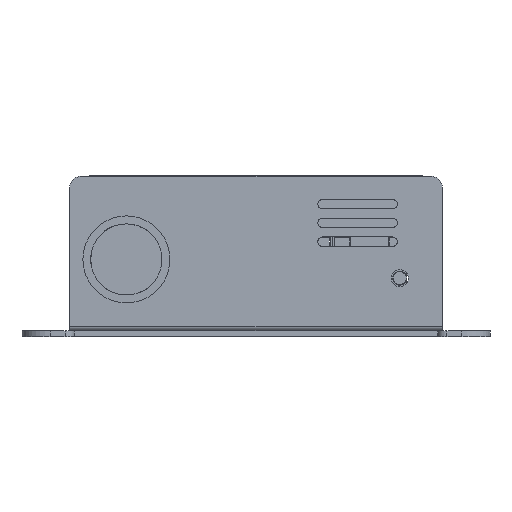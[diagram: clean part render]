
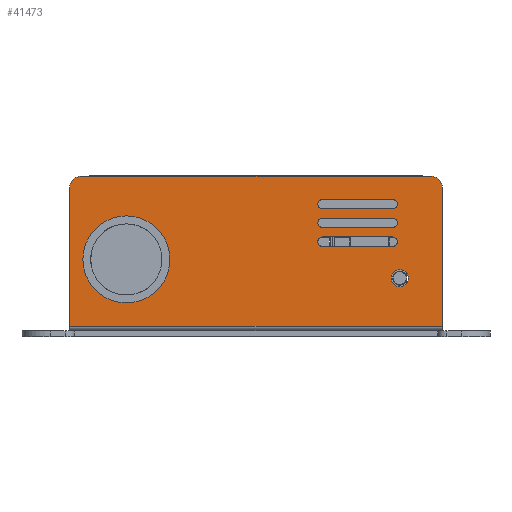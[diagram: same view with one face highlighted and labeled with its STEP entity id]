
A CAD part, left-side view. The second image highlights one B-rep face of the part: STEP entity #41473.
In plain terms, the highlighted planar face has unit normal (-1, 0, 0).
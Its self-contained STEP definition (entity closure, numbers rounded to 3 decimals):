
#3767=FACE_BOUND('',#6620,.T.);
#3768=FACE_BOUND('',#6621,.T.);
#3769=FACE_BOUND('',#6622,.T.);
#3770=FACE_BOUND('',#6623,.T.);
#3771=FACE_BOUND('',#6624,.T.);
#3949=CIRCLE('',#44187,1.);
#3950=CIRCLE('',#44190,1.);
#3951=CIRCLE('',#44193,1.);
#3952=CIRCLE('',#44196,1.);
#3953=CIRCLE('',#44198,1.825);
#3954=CIRCLE('',#44201,1.);
#3955=CIRCLE('',#44204,1.);
#3957=CIRCLE('',#44207,6.1);
#3974=CIRCLE('',#44254,2.45);
#3975=CIRCLE('',#44255,2.45);
#4240=FACE_OUTER_BOUND('',#6619,.T.);
#6619=EDGE_LOOP('',(#28148,#28149,#28150,#28151,#28152,#28153,#28154,#28155,
#28156,#28157,#28158,#28159,#28160,#28161));
#6620=EDGE_LOOP('',(#28162,#28163,#28164,#28165));
#6621=EDGE_LOOP('',(#28166,#28167,#28168,#28169));
#6622=EDGE_LOOP('',(#28170));
#6623=EDGE_LOOP('',(#28171,#28172,#28173,#28174));
#6624=EDGE_LOOP('',(#28175));
#9141=LINE('',#53700,#13107);
#9145=LINE('',#53709,#13111);
#9147=LINE('',#53716,#13113);
#9151=LINE('',#53725,#13117);
#9154=LINE('',#53736,#13120);
#9158=LINE('',#53745,#13124);
#9201=LINE('',#53954,#13167);
#9209=LINE('',#53977,#13175);
#9210=LINE('',#53981,#13176);
#9211=LINE('',#53983,#13177);
#9212=LINE('',#53986,#13178);
#9213=LINE('',#53988,#13179);
#9214=LINE('',#53992,#13180);
#9215=LINE('',#53993,#13181);
#13107=VECTOR('',#46270,10.);
#13111=VECTOR('',#46280,10.);
#13113=VECTOR('',#46288,10.);
#13117=VECTOR('',#46298,10.);
#13120=VECTOR('',#46311,10.);
#13124=VECTOR('',#46321,10.);
#13167=VECTOR('',#46450,10.);
#13175=VECTOR('',#46470,10.);
#13176=VECTOR('',#46475,1.814);
#13177=VECTOR('',#46476,10.);
#13178=VECTOR('',#46479,10.);
#13179=VECTOR('',#46480,10.);
#13180=VECTOR('',#46483,10.);
#13181=VECTOR('',#46484,10.);
#17079=VERTEX_POINT('',#53698);
#17080=VERTEX_POINT('',#53699);
#17081=VERTEX_POINT('',#53704);
#17082=VERTEX_POINT('',#53708);
#17083=VERTEX_POINT('',#53714);
#17084=VERTEX_POINT('',#53715);
#17085=VERTEX_POINT('',#53720);
#17086=VERTEX_POINT('',#53724);
#17087=VERTEX_POINT('',#53730);
#17088=VERTEX_POINT('',#53734);
#17089=VERTEX_POINT('',#53735);
#17090=VERTEX_POINT('',#53740);
#17091=VERTEX_POINT('',#53744);
#17092=VERTEX_POINT('',#53751);
#17124=VERTEX_POINT('',#53951);
#17125=VERTEX_POINT('',#53953);
#17133=VERTEX_POINT('',#53974);
#17134=VERTEX_POINT('',#53976);
#17135=VERTEX_POINT('',#53980);
#17136=VERTEX_POINT('',#53982);
#17137=VERTEX_POINT('',#53985);
#17138=VERTEX_POINT('',#53987);
#17139=VERTEX_POINT('',#53989);
#17140=VERTEX_POINT('',#53991);
#21378=EDGE_CURVE('',#17079,#17080,#9141,.T.);
#21381=EDGE_CURVE('',#17080,#17081,#3949,.T.);
#21383=EDGE_CURVE('',#17081,#17082,#9145,.T.);
#21385=EDGE_CURVE('',#17082,#17079,#3950,.T.);
#21386=EDGE_CURVE('',#17083,#17084,#9147,.T.);
#21389=EDGE_CURVE('',#17084,#17085,#3951,.T.);
#21391=EDGE_CURVE('',#17085,#17086,#9151,.T.);
#21393=EDGE_CURVE('',#17086,#17083,#3952,.T.);
#21395=EDGE_CURVE('',#17087,#17087,#3953,.T.);
#21396=EDGE_CURVE('',#17088,#17089,#9154,.T.);
#21399=EDGE_CURVE('',#17089,#17090,#3954,.T.);
#21401=EDGE_CURVE('',#17090,#17091,#9158,.T.);
#21403=EDGE_CURVE('',#17091,#17088,#3955,.T.);
#21406=EDGE_CURVE('',#17092,#17092,#3957,.T.);
#21463=EDGE_CURVE('',#17124,#17125,#9201,.T.);
#21474=EDGE_CURVE('',#17133,#17134,#9209,.T.);
#21476=EDGE_CURVE('',#17133,#17135,#9210,.T.);
#21477=EDGE_CURVE('',#17135,#17136,#9211,.T.);
#21478=EDGE_CURVE('',#17135,#17125,#3974,.T.);
#21479=EDGE_CURVE('',#17137,#17125,#9212,.T.);
#21480=EDGE_CURVE('',#17124,#17138,#9213,.T.);
#21481=EDGE_CURVE('',#17124,#17139,#3975,.T.);
#21482=EDGE_CURVE('',#17140,#17139,#9214,.T.);
#21483=EDGE_CURVE('',#17139,#17134,#9215,.T.);
#28148=ORIENTED_EDGE('',*,*,#21474,.F.);
#28149=ORIENTED_EDGE('',*,*,#21476,.T.);
#28150=ORIENTED_EDGE('',*,*,#21477,.T.);
#28151=ORIENTED_EDGE('',*,*,#21477,.F.);
#28152=ORIENTED_EDGE('',*,*,#21478,.T.);
#28153=ORIENTED_EDGE('',*,*,#21479,.F.);
#28154=ORIENTED_EDGE('',*,*,#21479,.T.);
#28155=ORIENTED_EDGE('',*,*,#21463,.F.);
#28156=ORIENTED_EDGE('',*,*,#21480,.T.);
#28157=ORIENTED_EDGE('',*,*,#21480,.F.);
#28158=ORIENTED_EDGE('',*,*,#21481,.T.);
#28159=ORIENTED_EDGE('',*,*,#21482,.F.);
#28160=ORIENTED_EDGE('',*,*,#21482,.T.);
#28161=ORIENTED_EDGE('',*,*,#21483,.T.);
#28162=ORIENTED_EDGE('',*,*,#21385,.T.);
#28163=ORIENTED_EDGE('',*,*,#21378,.T.);
#28164=ORIENTED_EDGE('',*,*,#21381,.T.);
#28165=ORIENTED_EDGE('',*,*,#21383,.T.);
#28166=ORIENTED_EDGE('',*,*,#21393,.T.);
#28167=ORIENTED_EDGE('',*,*,#21386,.T.);
#28168=ORIENTED_EDGE('',*,*,#21389,.T.);
#28169=ORIENTED_EDGE('',*,*,#21391,.T.);
#28170=ORIENTED_EDGE('',*,*,#21395,.T.);
#28171=ORIENTED_EDGE('',*,*,#21403,.T.);
#28172=ORIENTED_EDGE('',*,*,#21396,.T.);
#28173=ORIENTED_EDGE('',*,*,#21399,.T.);
#28174=ORIENTED_EDGE('',*,*,#21401,.T.);
#28175=ORIENTED_EDGE('',*,*,#21406,.T.);
#40222=PLANE('',#44253);
#41473=ADVANCED_FACE('',(#4240,#3767,#3768,#3769,#3770,#3771),#40222,.T.);
#44187=AXIS2_PLACEMENT_3D('',#53705,#46275,#46276);
#44190=AXIS2_PLACEMENT_3D('',#53712,#46284,#46285);
#44193=AXIS2_PLACEMENT_3D('',#53721,#46293,#46294);
#44196=AXIS2_PLACEMENT_3D('',#53728,#46302,#46303);
#44198=AXIS2_PLACEMENT_3D('',#53732,#46307,#46308);
#44201=AXIS2_PLACEMENT_3D('',#53741,#46316,#46317);
#44204=AXIS2_PLACEMENT_3D('',#53748,#46325,#46326);
#44207=AXIS2_PLACEMENT_3D('',#53753,#46332,#46333);
#44253=AXIS2_PLACEMENT_3D('',#53979,#46473,#46474);
#44254=AXIS2_PLACEMENT_3D('',#53984,#46477,#46478);
#44255=AXIS2_PLACEMENT_3D('',#53990,#46481,#46482);
#46270=DIRECTION('',(0.,-1.,0.));
#46275=DIRECTION('center_axis',(1.,0.,0.));
#46276=DIRECTION('ref_axis',(0.,0.,
-1.));
#46280=DIRECTION('',(0.,1.,0.));
#46284=DIRECTION('center_axis',(1.,0.,0.));
#46285=DIRECTION('ref_axis',(0.,0.,
1.));
#46288=DIRECTION('',(0.,1.,0.));
#46293=DIRECTION('center_axis',(1.,0.,0.));
#46294=DIRECTION('ref_axis',(0.,0.,1.));
#46298=DIRECTION('',(0.,-1.,0.));
#46302=DIRECTION('center_axis',(1.,0.,0.));
#46303=DIRECTION('ref_axis',(0.,0.,
-1.));
#46307=DIRECTION('center_axis',(1.,0.,0.));
#46308=DIRECTION('ref_axis',(0.,1.,0.));
#46311=DIRECTION('',(0.,-1.,0.));
#46316=DIRECTION('center_axis',(1.,0.,0.));
#46317=DIRECTION('ref_axis',(0.,0.,
-1.));
#46321=DIRECTION('',(0.,1.,0.));
#46325=DIRECTION('center_axis',(1.,0.,0.));
#46326=DIRECTION('ref_axis',(0.,0.,1.));
#46332=DIRECTION('center_axis',(1.,0.,0.));
#46333=DIRECTION('ref_axis',(0.,0.77,0.637));
#46450=DIRECTION('',(0.,1.,0.));
#46470=DIRECTION('',(0.,-1.,0.));
#46473=DIRECTION('center_axis',(-1.,0.,0.));
#46474=DIRECTION('ref_axis',(0.,-1.,0.));
#46475=DIRECTION('',(0.,0.,-1.));
#46476=DIRECTION('',(0.,-1.,0.));
#46477=DIRECTION('center_axis',(-1.,0.,0.));
#46478=DIRECTION('ref_axis',(0.,1.,0.));
#46479=DIRECTION('',(0.,0.,-1.));
#46480=DIRECTION('',(0.,0.,1.));
#46481=DIRECTION('center_axis',(-1.,0.,0.));
#46482=DIRECTION('ref_axis',(0.,0.,-1.));
#46483=DIRECTION('',(0.,-1.,0.));
#46484=DIRECTION('',(0.,0.,1.));
#53698=CARTESIAN_POINT('',(-45.,29.2,6.95));
#53699=CARTESIAN_POINT('',(-45.,14.2,6.95));
#53700=CARTESIAN_POINT('',(-45.,29.2,6.95));
#53704=CARTESIAN_POINT('',(-45.,14.2,4.95));
#53705=CARTESIAN_POINT('Origin',(-45.,14.2,5.95));
#53708=CARTESIAN_POINT('',(-45.,29.2,4.95));
#53709=CARTESIAN_POINT('',(-45.,14.2,4.95));
#53712=CARTESIAN_POINT('Origin',(-45.,29.2,5.95));
#53714=CARTESIAN_POINT('',(-45.,14.2,12.95));
#53715=CARTESIAN_POINT('',(-45.,29.2,12.95));
#53716=CARTESIAN_POINT('',(-45.,14.2,12.95));
#53720=CARTESIAN_POINT('',(-45.,29.2,14.95));
#53721=CARTESIAN_POINT('Origin',(-45.,29.2,13.95));
#53724=CARTESIAN_POINT('',(-45.,14.2,14.95));
#53725=CARTESIAN_POINT('',(-45.,29.2,14.95));
#53728=CARTESIAN_POINT('Origin',(-45.,14.2,13.95));
#53730=CARTESIAN_POINT('',(-45.,28.875,21.75));
#53732=CARTESIAN_POINT('Origin',(-45.,30.7,21.75));
#53734=CARTESIAN_POINT('',(-45.,29.2,10.95));
#53735=CARTESIAN_POINT('',(-45.,14.2,10.95));
#53736=CARTESIAN_POINT('',(-45.,29.2,10.95));
#53740=CARTESIAN_POINT('',(-45.,14.2,8.95));
#53741=CARTESIAN_POINT('Origin',(-45.,14.2,9.95));
#53744=CARTESIAN_POINT('',(-45.,29.2,8.95));
#53745=CARTESIAN_POINT('',(-45.,14.2,8.95));
#53748=CARTESIAN_POINT('Origin',(-45.,29.2,9.95));
#53751=CARTESIAN_POINT('',(-45.,-32.4,13.862));
#53753=CARTESIAN_POINT('Origin',(-45.,-27.7,17.75));
#53951=CARTESIAN_POINT('',(-45.,-37.4,0.));
#53953=CARTESIAN_POINT('',(-45.,37.4,0.));
#53954=CARTESIAN_POINT('',(-45.,-39.85,0.));
#53974=CARTESIAN_POINT('',(-45.,39.85,32.));
#53976=CARTESIAN_POINT('',(-45.,-39.85,32.));
#53977=CARTESIAN_POINT('',(-45.,38.6,32.));
#53979=CARTESIAN_POINT('Origin',(-45.,38.6,2.45));
#53980=CARTESIAN_POINT('',(-45.,39.85,2.45));
#53981=CARTESIAN_POINT('',(-45.,39.85,-3.25));
#53982=CARTESIAN_POINT('',(-45.,38.6,2.45));
#53983=CARTESIAN_POINT('',(-45.,38.907,2.45));
#53984=CARTESIAN_POINT('Origin',(-45.,37.4,2.45));
#53985=CARTESIAN_POINT('',(-45.,37.4,1.25));
#53986=CARTESIAN_POINT('',(-45.,37.4,0.625));
#53987=CARTESIAN_POINT('',(-45.,-37.4,1.25));
#53988=CARTESIAN_POINT('',(-45.,-37.4,0.625));
#53989=CARTESIAN_POINT('',(-45.,-39.85,2.45));
#53990=CARTESIAN_POINT('Origin',(-45.,-37.4,2.45));
#53991=CARTESIAN_POINT('',(-45.,-38.6,2.45));
#53992=CARTESIAN_POINT('',(-45.,-38.907,2.45));
#53993=CARTESIAN_POINT('',(-45.,-39.85,2.45));
